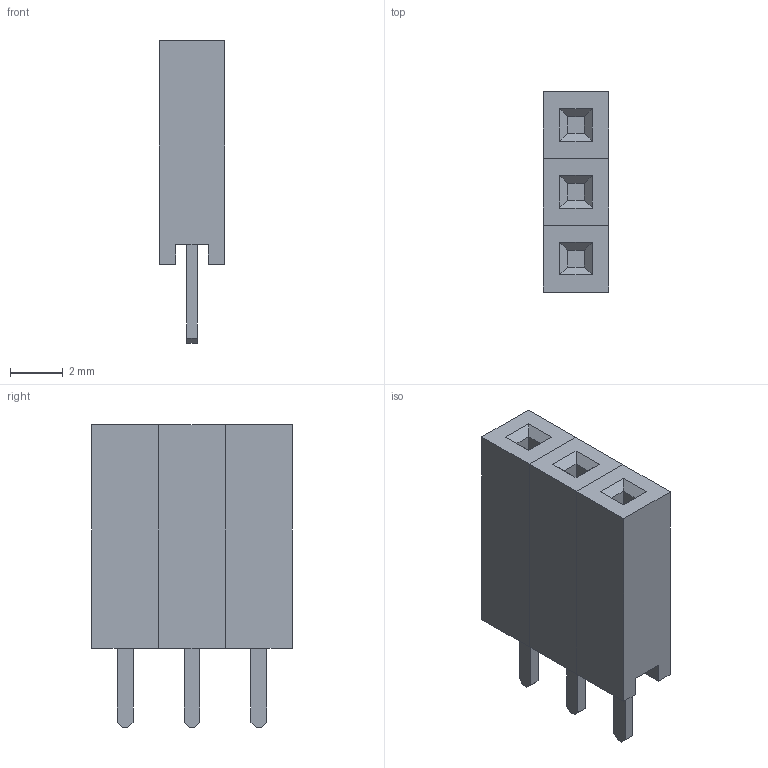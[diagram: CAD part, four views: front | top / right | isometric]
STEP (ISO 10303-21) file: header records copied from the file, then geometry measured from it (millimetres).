
FILE_DESCRIPTION(/* description */ (''),/* implementation_level */ '2;1');
FILE_NAME(/* name */ 'PBS-3.step',/* time_stamp */ '2021-11-04T16:18:24+03:00',/* author */ (''),/* organization */ (''),/* preprocessor_version */ 'ST-DEVELOPER v18.1',/* originating_system */ 'Autodesk Translation Framework v10.10.0.1391',/* authorisation */ '');
FILE_SCHEMA (('AUTOMOTIVE_DESIGN { 1 0 10303 214 3 1 1 }'));
Length unit declared in the file: millimetre
Products named in the file (1): PBS-3
Bounding box: 2.5 x 7.62 x 11.5 mm (x, y, z)
Volume: 149.6 mm3; surface area: 369.5 mm2
Topology: 6 solids, 6 shells, 81 faces, 186 edges, 120 vertices
Faces by surface type: plane 81
Entity records: 2266 total; most frequent: CARTESIAN_POINT 388, ORIENTED_EDGE 372, DIRECTION 350, LINE 186, VECTOR 186, EDGE_CURVE 186, VERTEX_POINT 120, EDGE_LOOP 84
